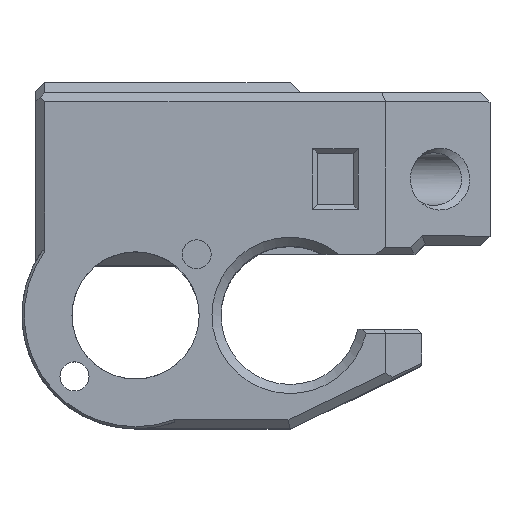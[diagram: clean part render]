
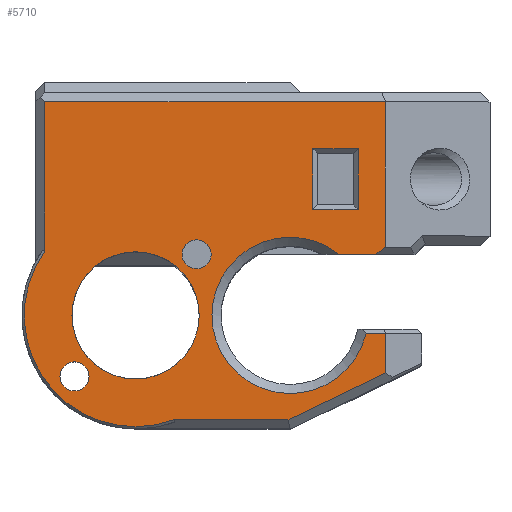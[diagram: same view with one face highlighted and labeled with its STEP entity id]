
A CAD part, top view. The second image highlights one B-rep face of the part: STEP entity #5710.
In plain terms, the highlighted planar face has unit normal (0, 0, 1).
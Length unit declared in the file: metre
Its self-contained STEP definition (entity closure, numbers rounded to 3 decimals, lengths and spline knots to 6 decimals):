
#131=CIRCLE('',#6016,0.0086);
#145=CIRCLE('',#6069,0.0016);
#146=CIRCLE('',#6070,0.007);
#147=CIRCLE('',#6071,0.0016);
#148=CIRCLE('',#6072,0.01225);
#298=LINE('',#8057,#883);
#303=LINE('',#8067,#888);
#304=LINE('',#8069,#889);
#371=LINE('',#8464,#956);
#372=LINE('',#8467,#957);
#373=LINE('',#8469,#958);
#374=LINE('',#8471,#959);
#375=LINE('',#8478,#960);
#376=LINE('',#8480,#961);
#377=LINE('',#8482,#962);
#378=LINE('',#8484,#963);
#379=LINE('',#8486,#964);
#380=LINE('',#8490,#965);
#883=VECTOR('',#6467,1.);
#888=VECTOR('',#6474,1.);
#889=VECTOR('',#6477,1.);
#956=VECTOR('',#6638,1.);
#957=VECTOR('',#6639,1.);
#958=VECTOR('',#6640,1.);
#959=VECTOR('',#6641,1.);
#960=VECTOR('',#6648,1.);
#961=VECTOR('',#6649,1.);
#962=VECTOR('',#6650,1.);
#963=VECTOR('',#6651,1.);
#964=VECTOR('',#6652,1.);
#965=VECTOR('',#6655,1.);
#1684=ORIENTED_EDGE('',*,*,#3297,.F.);
#1685=ORIENTED_EDGE('',*,*,#3298,.F.);
#1686=ORIENTED_EDGE('',*,*,#3299,.F.);
#1687=ORIENTED_EDGE('',*,*,#3300,.F.);
#1688=ORIENTED_EDGE('',*,*,#3301,.T.);
#1689=ORIENTED_EDGE('',*,*,#3302,.T.);
#1690=ORIENTED_EDGE('',*,*,#3303,.T.);
#1691=ORIENTED_EDGE('',*,*,#3208,.F.);
#1692=ORIENTED_EDGE('',*,*,#3213,.T.);
#1693=ORIENTED_EDGE('',*,*,#3214,.F.);
#1694=ORIENTED_EDGE('',*,*,#3200,.F.);
#1695=ORIENTED_EDGE('',*,*,#3304,.F.);
#1696=ORIENTED_EDGE('',*,*,#3305,.F.);
#1697=ORIENTED_EDGE('',*,*,#3306,.F.);
#1698=ORIENTED_EDGE('',*,*,#3307,.T.);
#1699=ORIENTED_EDGE('',*,*,#3308,.T.);
#1700=ORIENTED_EDGE('',*,*,#3309,.F.);
#1701=ORIENTED_EDGE('',*,*,#3310,.F.);
#3200=EDGE_CURVE('',#4046,#4047,#131,.T.);
#3208=EDGE_CURVE('',#4054,#4055,#298,.T.);
#3213=EDGE_CURVE('',#4054,#4058,#303,.T.);
#3214=EDGE_CURVE('',#4047,#4058,#304,.T.);
#3297=EDGE_CURVE('',#4115,#4116,#371,.T.);
#3298=EDGE_CURVE('',#4117,#4115,#372,.T.);
#3299=EDGE_CURVE('',#4118,#4117,#373,.T.);
#3300=EDGE_CURVE('',#4116,#4118,#374,.T.);
#3301=EDGE_CURVE('',#4119,#4119,#145,.T.);
#3302=EDGE_CURVE('',#4120,#4120,#146,.T.);
#3303=EDGE_CURVE('',#4121,#4121,#147,.T.);
#3304=EDGE_CURVE('',#4122,#4046,#375,.T.);
#3305=EDGE_CURVE('',#4123,#4122,#376,.T.);
#3306=EDGE_CURVE('',#4124,#4123,#377,.T.);
#3307=EDGE_CURVE('',#4124,#4125,#378,.T.);
#3308=EDGE_CURVE('',#4125,#4126,#379,.T.);
#3309=EDGE_CURVE('',#4127,#4126,#148,.T.);
#3310=EDGE_CURVE('',#4055,#4127,#380,.T.);
#4046=VERTEX_POINT('',#8036);
#4047=VERTEX_POINT('',#8037);
#4054=VERTEX_POINT('',#8056);
#4055=VERTEX_POINT('',#8058);
#4058=VERTEX_POINT('',#8066);
#4115=VERTEX_POINT('',#8465);
#4116=VERTEX_POINT('',#8466);
#4117=VERTEX_POINT('',#8468);
#4118=VERTEX_POINT('',#8470);
#4119=VERTEX_POINT('',#8473);
#4120=VERTEX_POINT('',#8475);
#4121=VERTEX_POINT('',#8477);
#4122=VERTEX_POINT('',#8479);
#4123=VERTEX_POINT('',#8481);
#4124=VERTEX_POINT('',#8483);
#4125=VERTEX_POINT('',#8485);
#4126=VERTEX_POINT('',#8487);
#4127=VERTEX_POINT('',#8489);
#4720=EDGE_LOOP('',(#1684,#1685,#1686,#1687));
#4721=EDGE_LOOP('',(#1688));
#4722=EDGE_LOOP('',(#1689));
#4723=EDGE_LOOP('',(#1690));
#4724=EDGE_LOOP('',(#1691,#1692,#1693,#1694,#1695,#1696,#1697,#1698,#1699,
#1700,#1701));
#5118=FACE_BOUND('',#4720,.T.);
#5119=FACE_BOUND('',#4721,.T.);
#5120=FACE_BOUND('',#4722,.T.);
#5121=FACE_BOUND('',#4723,.T.);
#5122=FACE_BOUND('',#4724,.T.);
#5482=PLANE('',#6068);
#5710=ADVANCED_FACE('',(#5118,#5119,#5120,#5121,#5122),#5482,.F.);
#6016=AXIS2_PLACEMENT_3D('',#8035,#6456,#6457);
#6068=AXIS2_PLACEMENT_3D('',#8463,#6636,#6637);
#6069=AXIS2_PLACEMENT_3D('',#8472,#6642,#6643);
#6070=AXIS2_PLACEMENT_3D('',#8474,#6644,#6645);
#6071=AXIS2_PLACEMENT_3D('',#8476,#6646,#6647);
#6072=AXIS2_PLACEMENT_3D('',#8488,#6653,#6654);
#6456=DIRECTION('',(0.,0.,1.));
#6457=DIRECTION('',(-0.918,-0.398,0.));
#6467=DIRECTION('',(-0.901,-0.434,0.));
#6474=DIRECTION('',(0.,1.,0.));
#6477=DIRECTION('',(1.,0.,0.));
#6636=DIRECTION('',(0.,0.,-1.));
#6637=DIRECTION('',(0.,-1.,0.));
#6638=DIRECTION('',(0.,1.,0.));
#6639=DIRECTION('',(1.,0.,0.));
#6640=DIRECTION('',(0.,-1.,0.));
#6641=DIRECTION('',(-1.,0.,0.));
#6642=DIRECTION('',(0.,0.,-1.));
#6643=DIRECTION('',(0.,-1.,0.));
#6644=DIRECTION('',(0.,0.,-1.));
#6645=DIRECTION('',(1.,0.,0.));
#6646=DIRECTION('',(0.,0.,-1.));
#6647=DIRECTION('',(0.,-1.,0.));
#6648=DIRECTION('',(-1.,0.,0.));
#6649=DIRECTION('',(-0.816,-0.577,0.));
#6650=DIRECTION('',(0.,-1.,0.));
#6651=DIRECTION('',(-1.,0.,0.));
#6652=DIRECTION('',(0.,-1.,0.));
#6653=DIRECTION('',(0.,0.,-1.));
#6654=DIRECTION('',(0.,-1.,0.));
#6655=DIRECTION('',(-1.,0.,0.));
#8035=CARTESIAN_POINT('',(0.334259,-0.333474,0.336875));
#8036=CARTESIAN_POINT('',(0.339588,-0.326724,0.336875));
#8037=CARTESIAN_POINT('',(0.342623,-0.335474,0.336875));
#8056=CARTESIAN_POINT('',(0.344759,-0.339808,0.336875));
#8057=CARTESIAN_POINT('',(0.333825,-0.345073,0.336875));
#8058=CARTESIAN_POINT('',(0.334031,-0.344974,0.336875));
#8066=CARTESIAN_POINT('',(0.344759,-0.335474,0.336875));
#8067=CARTESIAN_POINT('',(0.344759,-0.270737,0.336875));
#8069=CARTESIAN_POINT('',(0.388759,-0.335474,0.336875));
#8463=CARTESIAN_POINT('',(0.388759,-0.270737,0.336875));
#8464=CARTESIAN_POINT('',(0.34176,-0.29318,0.336875));
#8465=CARTESIAN_POINT('',(0.34176,-0.321824,0.336875));
#8466=CARTESIAN_POINT('',(0.34176,-0.315124,0.336875));
#8467=CARTESIAN_POINT('',(0.36501,-0.321824,0.336875));
#8468=CARTESIAN_POINT('',(0.33676,-0.321824,0.336875));
#8469=CARTESIAN_POINT('',(0.33676,-0.294605,0.336875));
#8470=CARTESIAN_POINT('',(0.33676,-0.315124,0.336875));
#8471=CARTESIAN_POINT('',(0.36301,-0.315124,0.336875));
#8472=CARTESIAN_POINT('',(0.310541,-0.340191,0.336875));
#8473=CARTESIAN_POINT('',(0.310541,-0.341791,0.336875));
#8474=CARTESIAN_POINT('',(0.317259,-0.333474,0.336875));
#8475=CARTESIAN_POINT('',(0.324259,-0.333474,0.336875));
#8476=CARTESIAN_POINT('',(0.323976,-0.326756,0.336875));
#8477=CARTESIAN_POINT('',(0.323976,-0.328356,0.336875));
#8478=CARTESIAN_POINT('',(0.364769,-0.326724,0.336875));
#8479=CARTESIAN_POINT('',(0.343698,-0.326724,0.336875));
#8480=CARTESIAN_POINT('',(0.38477,-0.297681,0.336875));
#8481=CARTESIAN_POINT('',(0.344759,-0.325974,0.336875));
#8482=CARTESIAN_POINT('',(0.344759,-0.292927,0.336875));
#8483=CARTESIAN_POINT('',(0.344759,-0.309974,0.336875));
#8484=CARTESIAN_POINT('',(0.388759,-0.309974,0.336875));
#8485=CARTESIAN_POINT('',(0.30726,-0.309974,0.336875));
#8486=CARTESIAN_POINT('',(0.30726,-0.270737,0.336875));
#8487=CARTESIAN_POINT('',(0.30726,-0.326396,0.336875));
#8488=CARTESIAN_POINT('',(0.317259,-0.333474,0.336875));
#8489=CARTESIAN_POINT('',(0.321479,-0.344974,0.336875));
#8490=CARTESIAN_POINT('',(0.317259,-0.344974,0.336875));
